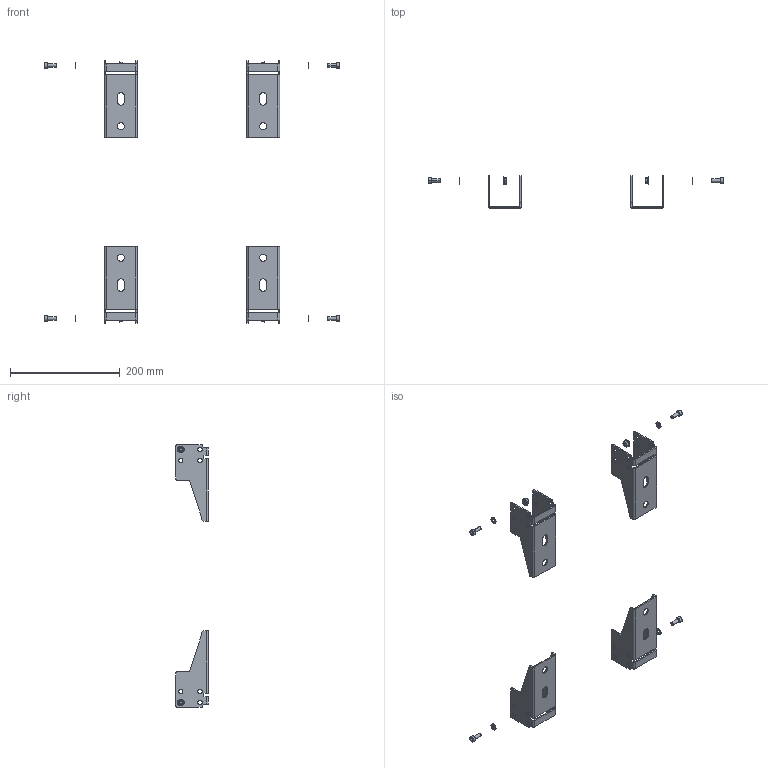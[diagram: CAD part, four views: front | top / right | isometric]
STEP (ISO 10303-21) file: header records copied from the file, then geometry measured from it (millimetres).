
FILE_DESCRIPTION (( 'STEP AP203' ), '1' );
FILE_NAME ('RZKFSCOR01.STEP', '2019-08-08T12:31:48', ( '' ), ( '' ), 'SwSTEP 2.0', 'SolidWorks 2017', '' );
FILE_SCHEMA (( 'CONFIG_CONTROL_DESIGN' ));
Length unit declared in the file: millimetre
Products named in the file (21): QE08C052; A4100001; A3300002; RZKFSCOR01; A0200021
Assembly tree (16 placements, depth 2):
  QE08C052
  A4100001
  A4100001
  A4100001
  A3300002
Bounding box: 539 x 59 x 480 mm (x, y, z)
Volume: 173891.6 mm3; surface area: 150853.5 mm2
Topology: 16 solids, 16 shells, 548 faces, 1296 edges, 780 vertices
Faces by surface type: plane 240, cylinder 200, cone 84, torus 24
Entity records: 6140 total; most frequent: CARTESIAN_POINT 808, DIRECTION 749, ORIENTED_EDGE 648, EDGE_CURVE 324, AXIS2_PLACEMENT_3D 292, VERTEX_POINT 195, PERSON_AND_ORGANIZATION 184, LINE 165
